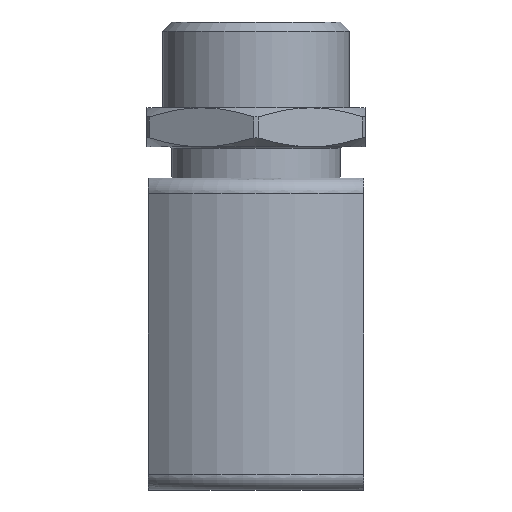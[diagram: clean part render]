
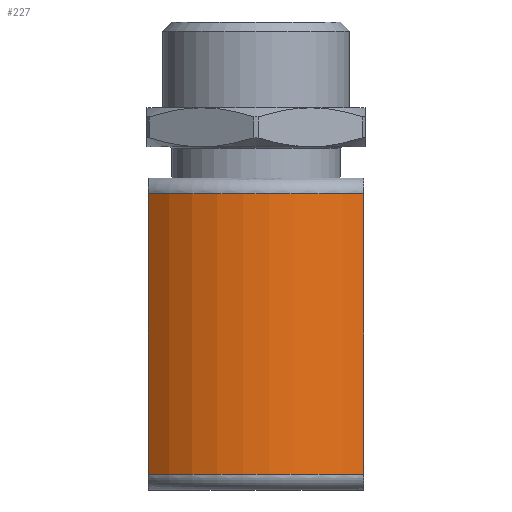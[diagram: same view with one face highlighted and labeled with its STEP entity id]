
A CAD part, front view. The second image highlights one B-rep face of the part: STEP entity #227.
In plain terms, the highlighted cylindrical face has radius 10 mm (diameter 20 mm), a partial arc.
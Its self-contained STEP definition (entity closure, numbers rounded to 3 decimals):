
#188 = EDGE_CURVE ( 'NONE', #196, #190, #758, .T. ) ;
#190 = VERTEX_POINT ( 'NONE', #765 ) ;
#196 = VERTEX_POINT ( 'NONE', #809 ) ;
#225 = ORIENTED_EDGE ( 'NONE', *, *, #234, .T. ) ;
#226 = VERTEX_POINT ( 'NONE', #900 ) ;
#227 = ADVANCED_FACE ( 'NONE', ( #895 ), #853, .T. ) ;
#228 = EDGE_LOOP ( 'NONE', ( #240, #225, #229, #235 ) ) ;
#229 = ORIENTED_EDGE ( 'NONE', *, *, #188, .T. ) ;
#232 = EDGE_CURVE ( 'NONE', #226, #239, #890, .T. ) ;
#234 = EDGE_CURVE ( 'NONE', #226, #196, #928, .T. ) ;
#235 = ORIENTED_EDGE ( 'NONE', *, *, #236, .T. ) ;
#236 = EDGE_CURVE ( 'NONE', #190, #239, #929, .T. ) ;
#239 = VERTEX_POINT ( 'NONE', #930 ) ;
#240 = ORIENTED_EDGE ( 'NONE', *, *, #232, .F. ) ;
#755 = DIRECTION ( 'NONE',  ( 0., 0., -1. ) ) ;
#756 = VECTOR ( 'NONE', #755, 1000. ) ;
#757 = CARTESIAN_POINT ( 'NONE',  ( -6.9, -7.238, 10. ) ) ;
#758 = LINE ( 'NONE', #757, #756 ) ;
#765 = CARTESIAN_POINT ( 'NONE',  ( -6.9, -7.238, -9. ) ) ;
#809 = CARTESIAN_POINT ( 'NONE',  ( -6.9, -7.238, 9. ) ) ;
#853 = CYLINDRICAL_SURFACE ( 'NONE', #894, 10. ) ;
#854 = CARTESIAN_POINT ( 'NONE',  ( 0., 0., 10. ) ) ;
#871 = DIRECTION ( 'NONE',  ( 0., 0., -1. ) ) ;
#872 = VECTOR ( 'NONE', #871, 1000. ) ;
#883 = AXIS2_PLACEMENT_3D ( 'NONE', #924, #923, #922 ) ;
#889 = CARTESIAN_POINT ( 'NONE',  ( 6.9, -7.238, 10. ) ) ;
#890 = LINE ( 'NONE', #889, #872 ) ;
#891 = DIRECTION ( 'NONE',  ( -1., 0., 0. ) ) ;
#892 = DIRECTION ( 'NONE',  ( 0., 0., -1. ) ) ;
#894 = AXIS2_PLACEMENT_3D ( 'NONE', #854, #892, #891 ) ;
#895 = FACE_OUTER_BOUND ( 'NONE', #228, .T. ) ;
#900 = CARTESIAN_POINT ( 'NONE',  ( 6.9, -7.238, 9. ) ) ;
#916 = DIRECTION ( 'NONE',  ( 1., 0., 0. ) ) ;
#917 = DIRECTION ( 'NONE',  ( 0., 0., 1. ) ) ;
#918 = CARTESIAN_POINT ( 'NONE',  ( 0., 0., -9. ) ) ;
#922 = DIRECTION ( 'NONE',  ( 1., 0., 0. ) ) ;
#923 = DIRECTION ( 'NONE',  ( 0., 0., -1. ) ) ;
#924 = CARTESIAN_POINT ( 'NONE',  ( 0., 0., 9. ) ) ;
#925 = AXIS2_PLACEMENT_3D ( 'NONE', #918, #917, #916 ) ;
#928 = CIRCLE ( 'NONE', #883, 10. ) ;
#929 = CIRCLE ( 'NONE', #925, 10. ) ;
#930 = CARTESIAN_POINT ( 'NONE',  ( 6.9, -7.238, -9. ) ) ;
